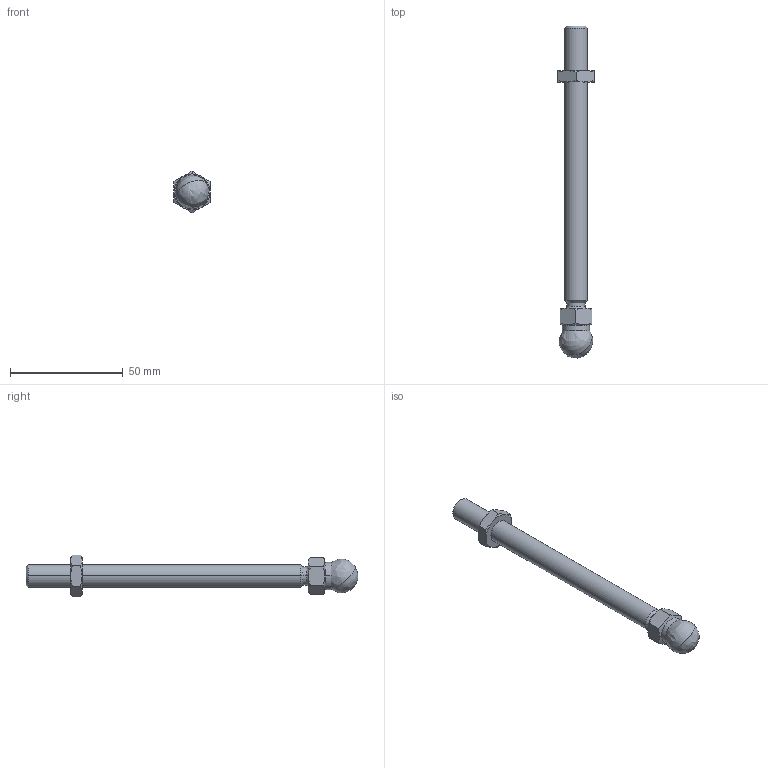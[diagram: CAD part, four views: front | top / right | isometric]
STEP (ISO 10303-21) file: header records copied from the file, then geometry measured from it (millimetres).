
FILE_DESCRIPTION (( 'STEP AP214' ), '1' );
FILE_NAME ('203600356.STEP', '2014-02-18T13:09:57', ( '' ), ( '' ), 'SwSTEP 2.0', 'SolidWorks 2014', '' );
FILE_SCHEMA (( 'AUTOMOTIVE_DESIGN' ));
Length unit declared in the file: millimetre
Products named in the file (1): 203600356
Bounding box: 16 x 146.95 x 18.48 mm (x, y, z)
Volume: 13616.5 mm3; surface area: 5916.1 mm2
Topology: 2 solids, 2 shells, 82 faces, 205 edges, 124 vertices
Faces by surface type: cone 46, cylinder 16, plane 16, bspline 4
Entity records: 3649 total; most frequent: CARTESIAN_POINT 798, DIRECTION 406, ORIENTED_EDGE 402, EDGE_CURVE 201, AXIS2_PLACEMENT_3D 172, VERTEX_POINT 124, CIRCLE 93, UNCERTAINTY_MEASURE_WITH_UNIT 86
